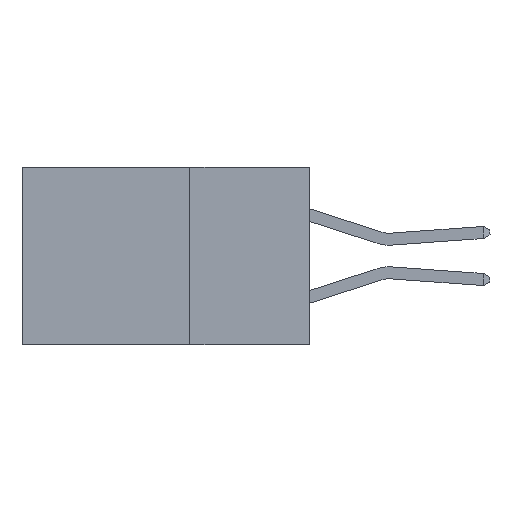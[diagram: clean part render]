
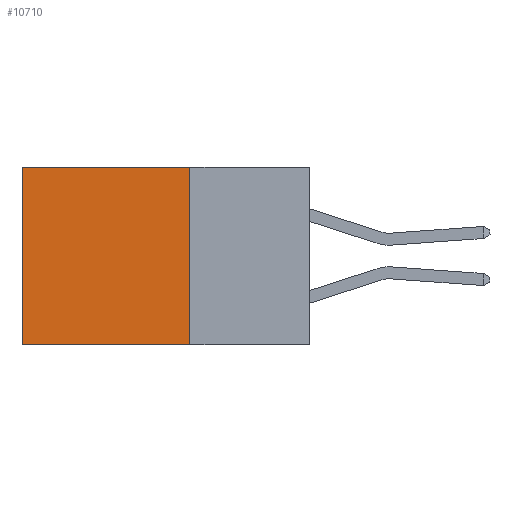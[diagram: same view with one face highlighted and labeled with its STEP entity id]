
A CAD part, left-side view. The second image highlights one B-rep face of the part: STEP entity #10710.
In plain terms, the highlighted planar face has unit normal (-1, 0, 0).
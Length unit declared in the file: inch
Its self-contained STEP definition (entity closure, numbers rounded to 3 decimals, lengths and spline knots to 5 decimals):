
#52 = ORIENTED_EDGE ( 'NONE', *, *, #16504, .T. ) ;
#1701 = DIRECTION ( 'NONE',  ( 1., 0., 0. ) ) ;
#1937 = DIRECTION ( 'NONE',  ( 0., 0., -1. ) ) ;
#2011 = PLANE ( 'NONE',  #6600 ) ;
#2024 = LINE ( 'NONE', #16169, #7450 ) ;
#3252 = DIRECTION ( 'NONE',  ( 0., 1., 0. ) ) ;
#3420 = ORIENTED_EDGE ( 'NONE', *, *, #7164, .F. ) ;
#4549 = LINE ( 'NONE', #18369, #15946 ) ;
#4753 = CARTESIAN_POINT ( 'NONE',  ( 0.298, 0.25, -0.37 ) ) ;
#6041 = DIRECTION ( 'NONE',  ( 0., 0., -1. ) ) ;
#6600 = AXIS2_PLACEMENT_3D ( 'NONE', #7286, #1701, #1937 ) ;
#6626 = EDGE_CURVE ( 'NONE', #16176, #10904, #9400, .T. ) ;
#7164 = EDGE_CURVE ( 'NONE', #12668, #16176, #4549, .T. ) ;
#7286 = CARTESIAN_POINT ( 'NONE',  ( 0.298, 0.25, 0. ) ) ;
#7450 = VECTOR ( 'NONE', #3252, 39.37008 ) ;
#9400 = LINE ( 'NONE', #17697, #21392 ) ;
#9425 = LINE ( 'NONE', #15522, #10851 ) ;
#10027 = CARTESIAN_POINT ( 'NONE',  ( 0.298, 0.6, 0. ) ) ;
#10710 = ADVANCED_FACE ( 'NONE', ( #19498 ), #2011, .F. ) ;
#10851 = VECTOR ( 'NONE', #6041, 39.37008 ) ;
#10904 = VERTEX_POINT ( 'NONE', #18494 ) ;
#10956 = VERTEX_POINT ( 'NONE', #10027 ) ;
#12658 = EDGE_CURVE ( 'NONE', #12668, #10956, #2024, .T. ) ;
#12668 = VERTEX_POINT ( 'NONE', #23609 ) ;
#15522 = CARTESIAN_POINT ( 'NONE',  ( 0.298, 0.6, 0. ) ) ;
#15946 = VECTOR ( 'NONE', #18526, 39.37008 ) ;
#16169 = CARTESIAN_POINT ( 'NONE',  ( 0.298, 0.25, 0. ) ) ;
#16176 = VERTEX_POINT ( 'NONE', #4753 ) ;
#16253 = ORIENTED_EDGE ( 'NONE', *, *, #6626, .F. ) ;
#16504 = EDGE_CURVE ( 'NONE', #10956, #10904, #9425, .T. ) ;
#17508 = EDGE_LOOP ( 'NONE', ( #52, #16253, #3420, #23445 ) ) ;
#17697 = CARTESIAN_POINT ( 'NONE',  ( 0.298, 0.25, -0.37 ) ) ;
#18369 = CARTESIAN_POINT ( 'NONE',  ( 0.298, 0.25, 0. ) ) ;
#18494 = CARTESIAN_POINT ( 'NONE',  ( 0.298, 0.6, -0.37 ) ) ;
#18526 = DIRECTION ( 'NONE',  ( 0., 0., -1. ) ) ;
#19498 = FACE_OUTER_BOUND ( 'NONE', #17508, .T. ) ;
#21392 = VECTOR ( 'NONE', #23365, 39.37008 ) ;
#23365 = DIRECTION ( 'NONE',  ( 0., 1., 0. ) ) ;
#23445 = ORIENTED_EDGE ( 'NONE', *, *, #12658, .T. ) ;
#23609 = CARTESIAN_POINT ( 'NONE',  ( 0.298, 0.25, 0. ) ) ;
